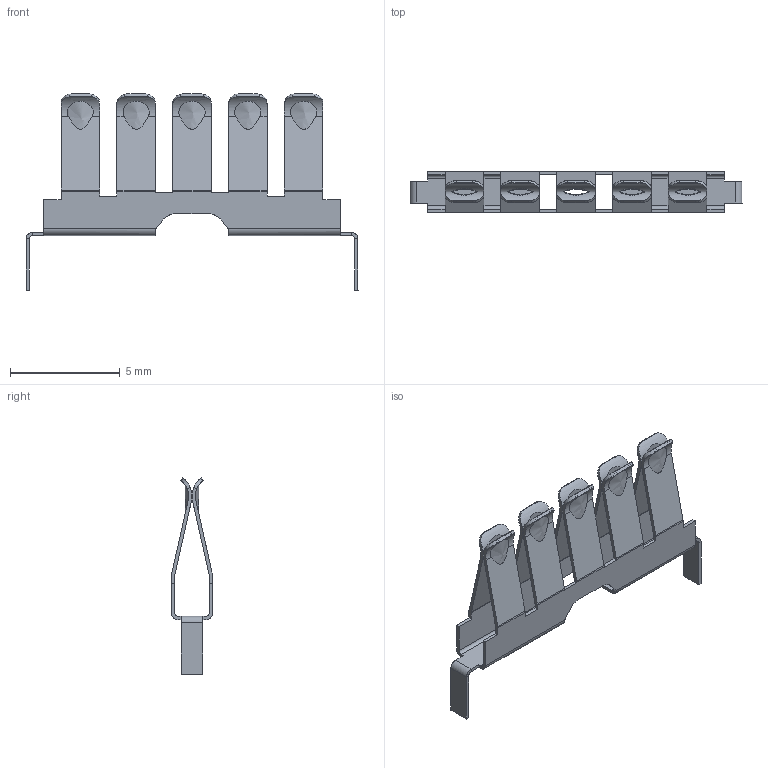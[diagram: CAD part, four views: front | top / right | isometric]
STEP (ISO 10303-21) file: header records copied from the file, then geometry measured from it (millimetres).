
FILE_DESCRIPTION(/* description */ (''),/* implementation_level */ '2;1');
FILE_NAME(/* name */ 'bbSimple v20.step',/* time_stamp */ '2023-06-02T15:06:57-07:00',/* author */ (''),/* organization */ (''),/* preprocessor_version */ 'ST-DEVELOPER v19.2',/* originating_system */ 'Autodesk Translation Framework v12.6.0.85',/* authorisation */ '');
FILE_SCHEMA (('AUTOMOTIVE_DESIGN { 1 0 10303 214 3 1 1 }'));
Length unit declared in the file: millimetre
Products named in the file (1): bbSimple
Bounding box: 15.1 x 1.86 x 8.92 mm (x, y, z)
Volume: 21.8 mm3; surface area: 314.2 mm2
Topology: 1 solids, 1 shells, 346 faces, 878 edges, 552 vertices
Faces by surface type: plane 204, cylinder 92, bspline 50
Entity records: 13609 total; most frequent: CARTESIAN_POINT 5779, ORIENTED_EDGE 1756, DIRECTION 1368, EDGE_CURVE 878, LINE 566, VECTOR 566, VERTEX_POINT 552, AXIS2_PLACEMENT_3D 401
